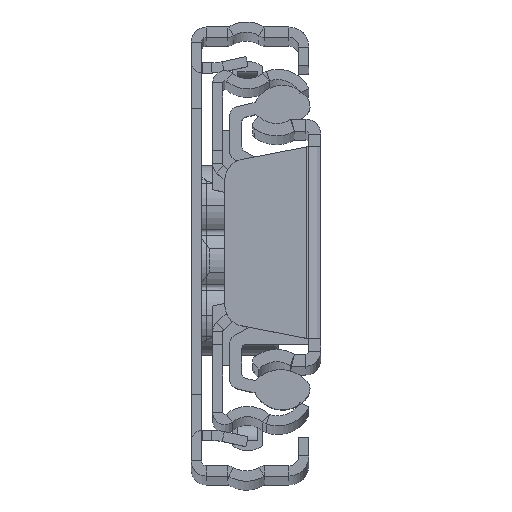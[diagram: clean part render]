
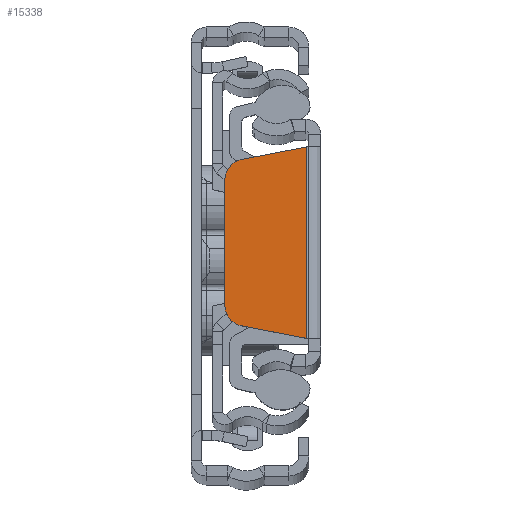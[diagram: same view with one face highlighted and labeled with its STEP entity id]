
A CAD part, top view. The second image highlights one B-rep face of the part: STEP entity #15338.
In plain terms, the highlighted planar face has unit normal (0, 0, 1).
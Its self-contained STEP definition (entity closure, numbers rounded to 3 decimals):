
#448 = AXIS2_PLACEMENT_3D ( 'NONE', #17935, #1815, #9025 ) ;
#662 = EDGE_CURVE ( 'NONE', #10797, #21037, #11656, .T. ) ;
#797 = DIRECTION ( 'NONE',  ( 0., -1., 0. ) ) ;
#969 = LINE ( 'NONE', #15004, #19842 ) ;
#1247 = VECTOR ( 'NONE', #18595, 1000. ) ;
#1815 = DIRECTION ( 'NONE',  ( 0., 0., 1. ) ) ;
#2232 = VECTOR ( 'NONE', #797, 1000. ) ;
#2303 = DIRECTION ( 'NONE',  ( -0.982, -0.189, 0. ) ) ;
#2585 = CARTESIAN_POINT ( 'NONE',  ( -1.786, -9.298, 0. ) ) ;
#2607 = EDGE_CURVE ( 'NONE', #6866, #3062, #21893, .T. ) ;
#3062 = VERTEX_POINT ( 'NONE', #15174 ) ;
#3921 = EDGE_CURVE ( 'NONE', #15070, #21037, #18926, .T. ) ;
#4297 = CARTESIAN_POINT ( 'NONE',  ( 0., 0., 0. ) ) ;
#5082 = EDGE_CURVE ( 'NONE', #3062, #6668, #22361, .T. ) ;
#5846 = AXIS2_PLACEMENT_3D ( 'NONE', #23297, #7056, #21526 ) ;
#5853 = EDGE_LOOP ( 'NONE', ( #20190, #15956, #19636, #19697, #15397, #8865 ) ) ;
#6668 = VERTEX_POINT ( 'NONE', #21605 ) ;
#6866 = VERTEX_POINT ( 'NONE', #7490 ) ;
#7056 = DIRECTION ( 'NONE',  ( 0., 0., 1. ) ) ;
#7490 = CARTESIAN_POINT ( 'NONE',  ( -7.778, 8.147, 0. ) ) ;
#8785 = EDGE_CURVE ( 'NONE', #15070, #6866, #969, .T. ) ;
#8865 = ORIENTED_EDGE ( 'NONE', *, *, #2607, .T. ) ;
#9025 = DIRECTION ( 'NONE',  ( -1., 0., 0. ) ) ;
#9037 = AXIS2_PLACEMENT_3D ( 'NONE', #4297, #11698, #11807 ) ;
#9380 = EDGE_CURVE ( 'NONE', #6668, #10797, #15225, .T. ) ;
#9781 = CARTESIAN_POINT ( 'NONE',  ( -9.401, 0., 0. ) ) ;
#10166 = PLANE ( 'NONE',  #9037 ) ;
#10797 = VERTEX_POINT ( 'NONE', #15741 ) ;
#11338 = VECTOR ( 'NONE', #20468, 1000. ) ;
#11656 = LINE ( 'NONE', #2585, #1247 ) ;
#11698 = DIRECTION ( 'NONE',  ( 0., 0., -1. ) ) ;
#11807 = DIRECTION ( 'NONE',  ( -1., 0., 0. ) ) ;
#14973 = FACE_OUTER_BOUND ( 'NONE', #5853, .T. ) ;
#15004 = CARTESIAN_POINT ( 'NONE',  ( -1.786, 9.298, 0. ) ) ;
#15070 = VERTEX_POINT ( 'NONE', #18891 ) ;
#15174 = CARTESIAN_POINT ( 'NONE',  ( -9.401, 6.183, 0. ) ) ;
#15225 = CIRCLE ( 'NONE', #5846, 2. ) ;
#15338 = ADVANCED_FACE ( 'NONE', ( #14973 ), #10166, .F. ) ;
#15397 = ORIENTED_EDGE ( 'NONE', *, *, #8785, .T. ) ;
#15741 = CARTESIAN_POINT ( 'NONE',  ( -7.778, -8.147, 0. ) ) ;
#15956 = ORIENTED_EDGE ( 'NONE', *, *, #9380, .T. ) ;
#17935 = CARTESIAN_POINT ( 'NONE',  ( -7.401, 6.183, 0. ) ) ;
#18051 = CARTESIAN_POINT ( 'NONE',  ( -1.36, -9.379, 0. ) ) ;
#18595 = DIRECTION ( 'NONE',  ( 0.982, -0.189, 0. ) ) ;
#18891 = CARTESIAN_POINT ( 'NONE',  ( -1.36, 9.379, 0. ) ) ;
#18926 = LINE ( 'NONE', #22592, #2232 ) ;
#19636 = ORIENTED_EDGE ( 'NONE', *, *, #662, .T. ) ;
#19697 = ORIENTED_EDGE ( 'NONE', *, *, #3921, .F. ) ;
#19842 = VECTOR ( 'NONE', #2303, 1000. ) ;
#20190 = ORIENTED_EDGE ( 'NONE', *, *, #5082, .T. ) ;
#20468 = DIRECTION ( 'NONE',  ( 0., -1., 0. ) ) ;
#21037 = VERTEX_POINT ( 'NONE', #18051 ) ;
#21526 = DIRECTION ( 'NONE',  ( -1., 0., 0. ) ) ;
#21605 = CARTESIAN_POINT ( 'NONE',  ( -9.401, -6.183, 0. ) ) ;
#21893 = CIRCLE ( 'NONE', #448, 2. ) ;
#22361 = LINE ( 'NONE', #9781, #11338 ) ;
#22592 = CARTESIAN_POINT ( 'NONE',  ( -1.36, -9.379, 0. ) ) ;
#23297 = CARTESIAN_POINT ( 'NONE',  ( -7.401, -6.183, 0. ) ) ;
